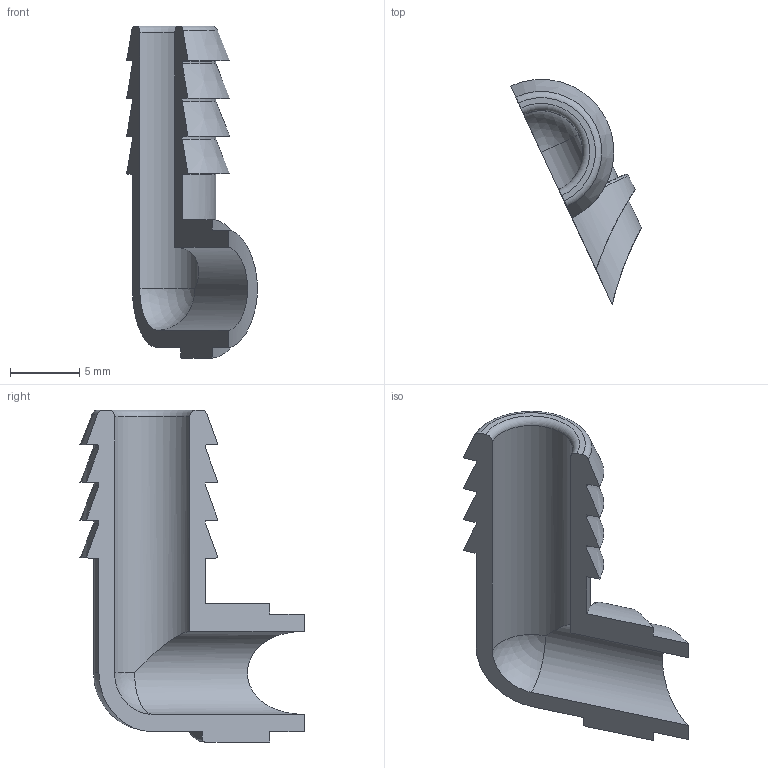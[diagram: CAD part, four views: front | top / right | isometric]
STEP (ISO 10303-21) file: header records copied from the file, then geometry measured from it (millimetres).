
FILE_DESCRIPTION(('STEP AP214'), '1');
FILE_NAME('櫇謥羻僾鴀 襝鶋罻 罻懤譇', '', ('UNSPECIFIED'), ('UNSPECIFIED'), 'C3D Converter', 'C3D Toolkit', '');
FILE_SCHEMA(('AUTOMOTIVE_DESIGN { 1 0 10303 214 3 1 1}'));
Length unit declared in the file: millimetre
Bounding box: 9.45 x 16.22 x 24 mm (x, y, z)
Volume: 503.5 mm3; surface area: 873.5 mm2
Topology: 1 solids, 1 shells, 28 faces, 80 edges, 52 vertices
Faces by surface type: cylinder 11, cone 8, plane 4, torus 3, sphere 2
Entity records: 1633 total; most frequent: CARTESIAN_POINT 635, DIRECTION 157, ORIENTED_EDGE 156, EDGE_CURVE 78, AXIS2_PLACEMENT_3D 58, VERTEX_POINT 52, LINE 41, VECTOR 41
